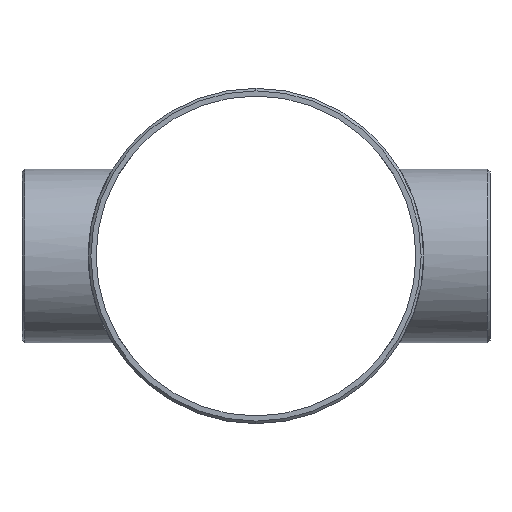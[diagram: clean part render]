
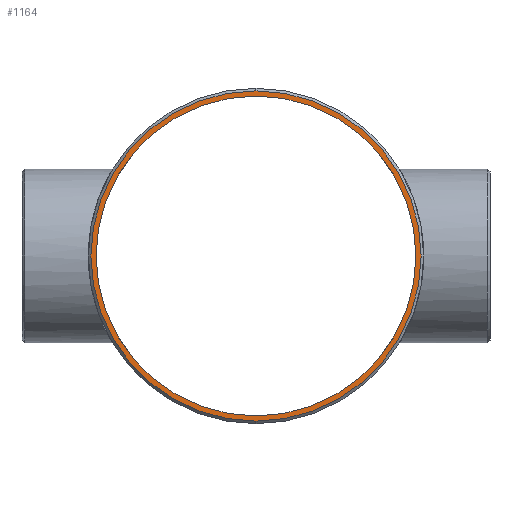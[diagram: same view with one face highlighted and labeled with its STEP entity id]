
A CAD part, left-side view. The second image highlights one B-rep face of the part: STEP entity #1164.
In plain terms, the highlighted planar face has unit normal (-1, 0, 0).
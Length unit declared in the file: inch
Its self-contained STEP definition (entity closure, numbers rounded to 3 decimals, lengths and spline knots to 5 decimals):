
#58 = FACE_OUTER_BOUND ( 'NONE', #1319, .T. ) ;
#72 = VERTEX_POINT ( 'NONE', #310 ) ;
#82 = AXIS2_PLACEMENT_3D ( 'NONE', #605, #91, #498 ) ;
#91 = DIRECTION ( 'NONE',  ( 1., 0., 0. ) ) ;
#97 = CARTESIAN_POINT ( 'NONE',  ( -8.5, 0., 0. ) ) ;
#144 = EDGE_CURVE ( 'NONE', #996, #233, #832, .T. ) ;
#193 = AXIS2_PLACEMENT_3D ( 'NONE', #727, #1232, #353 ) ;
#202 = ORIENTED_EDGE ( 'NONE', *, *, #144, .T. ) ;
#233 = VERTEX_POINT ( 'NONE', #331 ) ;
#236 = DIRECTION ( 'NONE',  ( -1., 0., 0. ) ) ;
#310 = CARTESIAN_POINT ( 'NONE',  ( -8.5, 0., -5.125 ) ) ;
#331 = CARTESIAN_POINT ( 'NONE',  ( -8.5, 0., -5.29167 ) ) ;
#353 = DIRECTION ( 'NONE',  ( 0., 0., 1. ) ) ;
#355 = FACE_BOUND ( 'NONE', #1217, .T. ) ;
#394 = DIRECTION ( 'NONE',  ( 1., 0., 0. ) ) ;
#428 = ORIENTED_EDGE ( 'NONE', *, *, #441, .T. ) ;
#440 = DIRECTION ( 'NONE',  ( -1., 0., 0. ) ) ;
#441 = EDGE_CURVE ( 'NONE', #1165, #72, #471, .T. ) ;
#471 = CIRCLE ( 'NONE', #578, 5.125 ) ;
#498 = DIRECTION ( 'NONE',  ( 0., 0., 1. ) ) ;
#573 = AXIS2_PLACEMENT_3D ( 'NONE', #758, #440, #971 ) ;
#578 = AXIS2_PLACEMENT_3D ( 'NONE', #97, #394, #1208 ) ;
#584 = EDGE_CURVE ( 'NONE', #72, #1165, #915, .T. ) ;
#605 = CARTESIAN_POINT ( 'NONE',  ( -8.5, 0., 0. ) ) ;
#640 = DIRECTION ( 'NONE',  ( 0., 0., 1. ) ) ;
#727 = CARTESIAN_POINT ( 'NONE',  ( -8.5, 0., 0. ) ) ;
#748 = CARTESIAN_POINT ( 'NONE',  ( -8.5, 0., 0. ) ) ;
#758 = CARTESIAN_POINT ( 'NONE',  ( -8.5, 0., 0. ) ) ;
#768 = AXIS2_PLACEMENT_3D ( 'NONE', #748, #236, #640 ) ;
#799 = EDGE_CURVE ( 'NONE', #233, #996, #1043, .T. ) ;
#831 = CARTESIAN_POINT ( 'NONE',  ( -8.5, 0., 5.29167 ) ) ;
#832 = CIRCLE ( 'NONE', #193, 5.29167 ) ;
#885 = ORIENTED_EDGE ( 'NONE', *, *, #584, .T. ) ;
#915 = CIRCLE ( 'NONE', #82, 5.125 ) ;
#955 = PLANE ( 'NONE',  #573 ) ;
#971 = DIRECTION ( 'NONE',  ( 0., 0., -1. ) ) ;
#996 = VERTEX_POINT ( 'NONE', #831 ) ;
#1043 = CIRCLE ( 'NONE', #768, 5.29167 ) ;
#1164 = ADVANCED_FACE ( 'NONE', ( #58, #355 ), #955, .T. ) ;
#1165 = VERTEX_POINT ( 'NONE', #1166 ) ;
#1166 = CARTESIAN_POINT ( 'NONE',  ( -8.5, 0., 5.125 ) ) ;
#1208 = DIRECTION ( 'NONE',  ( 0., 0., 1. ) ) ;
#1217 = EDGE_LOOP ( 'NONE', ( #428, #885 ) ) ;
#1232 = DIRECTION ( 'NONE',  ( -1., 0., 0. ) ) ;
#1292 = ORIENTED_EDGE ( 'NONE', *, *, #799, .T. ) ;
#1319 = EDGE_LOOP ( 'NONE', ( #1292, #202 ) ) ;
